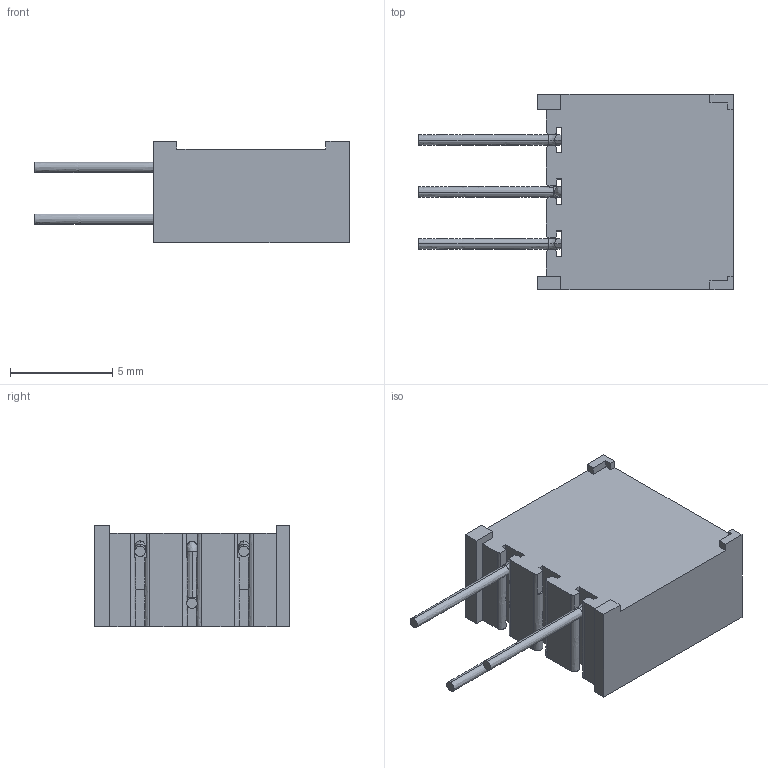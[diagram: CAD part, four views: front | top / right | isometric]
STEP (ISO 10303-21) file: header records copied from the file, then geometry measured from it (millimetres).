
FILE_DESCRIPTION((''),'2;1');
FILE_NAME('A3386X_ASM','2011-01-07T',('minhn'),('Bourns, Inc.'),'PRO/ENGINEER BY PARAMETRIC TECHNOLOGY CORPORATION, 2001200','PRO/ENGINEER BY PARAMETRIC TECHNOLOGY CORPORATION, 2001200','');
FILE_SCHEMA(('AUTOMOTIVE_DESIGN_CC2 { 1 2 10303 214 -1 1 5 2 }'));
Length unit declared in the file: inch
Products named in the file (2): 33756-68004; A3386X_ASM
Assembly tree (1 placements, depth 2):
  A3386X_ASM
    33756-68004
Bounding box: 15.39 x 9.58 x 4.95 mm (x, y, z)
Volume: 385.6 mm3; surface area: 569.6 mm2
Topology: 1 solids, 2 shells, 152 faces, 411 edges, 267 vertices
Faces by surface type: bspline 152
Entity records: 7328 total; most frequent: CARTESIAN_POINT 2660, ORIENTED_EDGE 822, DIRECTION 496, PRESENTATION_STYLE_ASSIGNMENT 412, STYLED_ITEM 412, CURVE_STYLE 411, EDGE_CURVE 411, VECTOR 282
